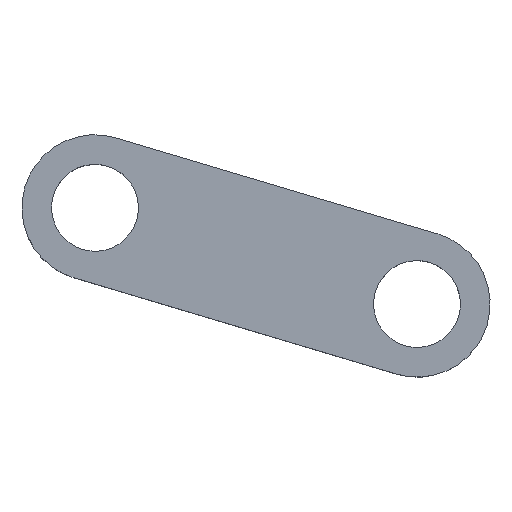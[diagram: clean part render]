
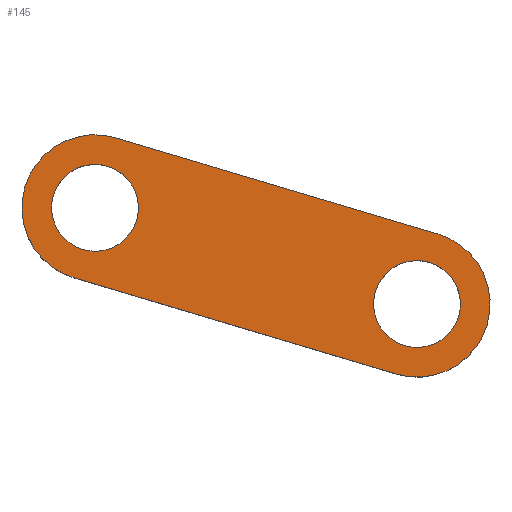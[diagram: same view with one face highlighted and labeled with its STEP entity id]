
A CAD part, top view. The second image highlights one B-rep face of the part: STEP entity #145.
In plain terms, the highlighted planar face has unit normal (0, 0, 1).
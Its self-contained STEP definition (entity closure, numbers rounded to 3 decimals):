
#23=FACE_BOUND('',#36,.T.);
#24=FACE_BOUND('',#37,.T.);
#27=FACE_OUTER_BOUND('',#35,.T.);
#35=EDGE_LOOP('',(#105,#106,#107,#108));
#36=EDGE_LOOP('',(#109));
#37=EDGE_LOOP('',(#110));
#47=CIRCLE('',#169,8.);
#48=CIRCLE('',#170,8.);
#49=CIRCLE('',#171,4.75);
#50=CIRCLE('',#172,4.75);
#55=LINE('',#238,#65);
#56=LINE('',#242,#66);
#65=VECTOR('',#191,10.);
#66=VECTOR('',#194,10.);
#75=VERTEX_POINT('',#236);
#76=VERTEX_POINT('',#237);
#77=VERTEX_POINT('',#239);
#78=VERTEX_POINT('',#241);
#79=VERTEX_POINT('',#244);
#80=VERTEX_POINT('',#246);
#87=EDGE_CURVE('',#75,#76,#55,.T.);
#88=EDGE_CURVE('',#76,#77,#47,.T.);
#89=EDGE_CURVE('',#77,#78,#56,.T.);
#90=EDGE_CURVE('',#78,#75,#48,.T.);
#91=EDGE_CURVE('',#79,#79,#49,.T.);
#92=EDGE_CURVE('',#80,#80,#50,.T.);
#105=ORIENTED_EDGE('',*,*,#87,.T.);
#106=ORIENTED_EDGE('',*,*,#88,.T.);
#107=ORIENTED_EDGE('',*,*,#89,.T.);
#108=ORIENTED_EDGE('',*,*,#90,.T.);
#109=ORIENTED_EDGE('',*,*,#91,.T.);
#110=ORIENTED_EDGE('',*,*,#92,.T.);
#141=PLANE('',#168);
#145=ADVANCED_FACE('',(#27,#23,#24),#141,.T.);
#168=AXIS2_PLACEMENT_3D('',#235,#189,#190);
#169=AXIS2_PLACEMENT_3D('',#240,#192,#193);
#170=AXIS2_PLACEMENT_3D('',#243,#195,#196);
#171=AXIS2_PLACEMENT_3D('',#245,#197,#198);
#172=AXIS2_PLACEMENT_3D('',#247,#199,#200);
#189=DIRECTION('center_axis',(0.,0.,1.));
#190=DIRECTION('ref_axis',(1.,0.,0.));
#191=DIRECTION('',(1.,0.,0.));
#192=DIRECTION('center_axis',(0.,0.,1.));
#193=DIRECTION('ref_axis',(1.,0.,0.));
#194=DIRECTION('',(-1.,0.,0.));
#195=DIRECTION('center_axis',(0.,0.,1.));
#196=DIRECTION('ref_axis',(1.,0.,0.));
#197=DIRECTION('center_axis',(0.,0.,-1.));
#198=DIRECTION('ref_axis',(1.,0.,0.));
#199=DIRECTION('center_axis',(0.,0.,-1.));
#200=DIRECTION('ref_axis',(1.,0.,0.));
#235=CARTESIAN_POINT('Origin',(46.614,0.,1.5));
#236=CARTESIAN_POINT('',(28.231,-8.,1.5));
#237=CARTESIAN_POINT('',(65.,-8.,1.5));
#238=CARTESIAN_POINT('',(28.231,-8.,1.5));
#239=CARTESIAN_POINT('',(65.,8.,1.5));
#240=CARTESIAN_POINT('Origin',(65.,0.,1.5));
#241=CARTESIAN_POINT('',(28.229,8.,1.5));
#242=CARTESIAN_POINT('',(28.229,8.,1.5));
#243=CARTESIAN_POINT('Origin',(28.229,0.,1.5));
#244=CARTESIAN_POINT('',(23.479,0.,1.5));
#245=CARTESIAN_POINT('Origin',(28.229,0.,1.5));
#246=CARTESIAN_POINT('',(60.25,0.,1.5));
#247=CARTESIAN_POINT('Origin',(65.,0.,1.5));
